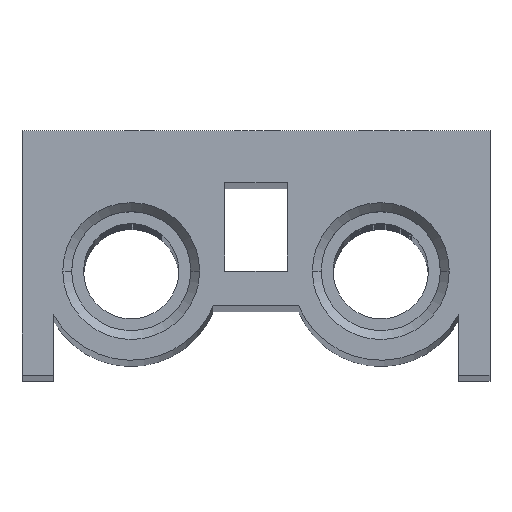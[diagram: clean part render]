
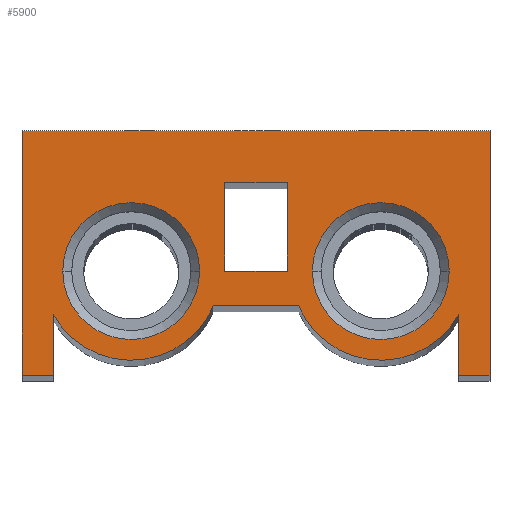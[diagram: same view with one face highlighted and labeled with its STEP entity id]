
A CAD part, top view. The second image highlights one B-rep face of the part: STEP entity #5900.
In plain terms, the highlighted planar face has unit normal (0, 0, 1).
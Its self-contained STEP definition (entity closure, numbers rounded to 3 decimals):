
#26 = ORIENTED_EDGE ( 'NONE', *, *, #7983, .T. ) ;
#83 = LINE ( 'NONE', #6450, #1615 ) ;
#194 = DIRECTION ( 'NONE',  ( 0., 1., 0. ) ) ;
#383 = LINE ( 'NONE', #8829, #2659 ) ;
#392 = CARTESIAN_POINT ( 'NONE',  ( 12., 10., 345. ) ) ;
#450 = DIRECTION ( 'NONE',  ( 0., 0., -1. ) ) ;
#458 = CARTESIAN_POINT ( 'NONE',  ( 12., 10., 345. ) ) ;
#484 = AXIS2_PLACEMENT_3D ( 'NONE', #6916, #958, #4435 ) ;
#590 = AXIS2_PLACEMENT_3D ( 'NONE', #4721, #8256, #3126 ) ;
#613 = DIRECTION ( 'NONE',  ( 0., 0., -1. ) ) ;
#685 = EDGE_CURVE ( 'NONE', #7941, #6927, #1938, .T. ) ;
#844 = DIRECTION ( 'NONE',  ( 1., 0., 0. ) ) ;
#864 = LINE ( 'NONE', #918, #4301 ) ;
#918 = CARTESIAN_POINT ( 'NONE',  ( 22.5, 0., 345. ) ) ;
#948 = DIRECTION ( 'NONE',  ( 0., 1., 0. ) ) ;
#949 = ORIENTED_EDGE ( 'NONE', *, *, #3987, .F. ) ;
#958 = DIRECTION ( 'NONE',  ( 0., 0., 1. ) ) ;
#1008 = CIRCLE ( 'NONE', #484, 8.579 ) ;
#1028 = VERTEX_POINT ( 'NONE', #7104 ) ;
#1042 = CIRCLE ( 'NONE', #3336, 8.579 ) ;
#1184 = LINE ( 'NONE', #4547, #10296 ) ;
#1479 = VERTEX_POINT ( 'NONE', #4047 ) ;
#1563 = VERTEX_POINT ( 'NONE', #3439 ) ;
#1614 = EDGE_CURVE ( 'NONE', #6927, #6748, #1042, .T. ) ;
#1615 = VECTOR ( 'NONE', #4999, 1000. ) ;
#1638 = CARTESIAN_POINT ( 'NONE',  ( 19.5, 5.836, 345. ) ) ;
#1692 = ORIENTED_EDGE ( 'NONE', *, *, #4828, .T. ) ;
#1695 = VERTEX_POINT ( 'NONE', #7761 ) ;
#1851 = CARTESIAN_POINT ( 'NONE',  ( 22.5, 23.5, 345. ) ) ;
#1876 = AXIS2_PLACEMENT_3D ( 'NONE', #5034, #613, #2382 ) ;
#1891 = EDGE_CURVE ( 'NONE', #4955, #2903, #7469, .T. ) ;
#1938 = LINE ( 'NONE', #8518, #8213 ) ;
#2096 = CARTESIAN_POINT ( 'NONE',  ( -4.096, 6.667, 345. ) ) ;
#2273 = CARTESIAN_POINT ( 'NONE',  ( 3., 10., 345. ) ) ;
#2306 = EDGE_CURVE ( 'NONE', #10706, #1028, #10101, .T. ) ;
#2382 = DIRECTION ( 'NONE',  ( -1., 0., 0. ) ) ;
#2393 = DIRECTION ( 'NONE',  ( 0., 0., 1. ) ) ;
#2423 = LINE ( 'NONE', #4134, #2947 ) ;
#2527 = AXIS2_PLACEMENT_3D ( 'NONE', #392, #450, #4642 ) ;
#2659 = VECTOR ( 'NONE', #2819, 1000. ) ;
#2781 = EDGE_LOOP ( 'NONE', ( #7830, #26, #7420, #10088, #8047, #9926, #8769, #7579, #10816, #1692 ) ) ;
#2794 = DIRECTION ( 'NONE',  ( 1., 0., 0. ) ) ;
#2819 = DIRECTION ( 'NONE',  ( 1., 0., 0. ) ) ;
#2831 = VERTEX_POINT ( 'NONE', #6814 ) ;
#2903 = VERTEX_POINT ( 'NONE', #5378 ) ;
#2914 = EDGE_CURVE ( 'NONE', #2831, #10685, #1184, .T. ) ;
#2947 = VECTOR ( 'NONE', #7506, 1000. ) ;
#3013 = VECTOR ( 'NONE', #3112, 1000. ) ;
#3112 = DIRECTION ( 'NONE',  ( -1., 0., 0. ) ) ;
#3126 = DIRECTION ( 'NONE',  ( -1., 0., 0. ) ) ;
#3282 = ORIENTED_EDGE ( 'NONE', *, *, #1891, .T. ) ;
#3336 = AXIS2_PLACEMENT_3D ( 'NONE', #9961, #2393, #9134 ) ;
#3369 = LINE ( 'NONE', #2273, #5316 ) ;
#3395 = AXIS2_PLACEMENT_3D ( 'NONE', #4333, #10343, #2794 ) ;
#3439 = CARTESIAN_POINT ( 'NONE',  ( -22.5, 0., 345. ) ) ;
#3604 = VERTEX_POINT ( 'NONE', #5727 ) ;
#3617 = FACE_BOUND ( 'NONE', #9466, .T. ) ;
#3743 = CARTESIAN_POINT ( 'NONE',  ( -22.5, 23.5, 345. ) ) ;
#3827 = CARTESIAN_POINT ( 'NONE',  ( 18.579, 10., 345. ) ) ;
#3925 = DIRECTION ( 'NONE',  ( 0., 0., -1. ) ) ;
#3987 = EDGE_CURVE ( 'NONE', #7159, #1479, #5755, .T. ) ;
#4047 = CARTESIAN_POINT ( 'NONE',  ( 3., 10., 345. ) ) ;
#4048 = ORIENTED_EDGE ( 'NONE', *, *, #9446, .F. ) ;
#4060 = ORIENTED_EDGE ( 'NONE', *, *, #6561, .F. ) ;
#4134 = CARTESIAN_POINT ( 'NONE',  ( 19.5, 0., 345. ) ) ;
#4301 = VECTOR ( 'NONE', #194, 1000. ) ;
#4333 = CARTESIAN_POINT ( 'NONE',  ( -12., 10., 345. ) ) ;
#4435 = DIRECTION ( 'NONE',  ( 1., 0., 0. ) ) ;
#4440 = FACE_BOUND ( 'NONE', #8526, .T. ) ;
#4492 = VECTOR ( 'NONE', #8097, 1000. ) ;
#4547 = CARTESIAN_POINT ( 'NONE',  ( 3., 18.5, 345. ) ) ;
#4584 = EDGE_CURVE ( 'NONE', #6748, #1695, #383, .T. ) ;
#4628 = VECTOR ( 'NONE', #8408, 1000. ) ;
#4642 = DIRECTION ( 'NONE',  ( -1., 0., 0. ) ) ;
#4659 = ORIENTED_EDGE ( 'NONE', *, *, #2306, .T. ) ;
#4721 = CARTESIAN_POINT ( 'NONE',  ( -12., 10., 345. ) ) ;
#4809 = DIRECTION ( 'NONE',  ( -1., 0., 0. ) ) ;
#4818 = CARTESIAN_POINT ( 'NONE',  ( 22.5, 23.5, 345. ) ) ;
#4828 = EDGE_CURVE ( 'NONE', #7189, #7993, #9231, .T. ) ;
#4955 = VERTEX_POINT ( 'NONE', #5094 ) ;
#4985 = LINE ( 'NONE', #5758, #4628 ) ;
#4999 = DIRECTION ( 'NONE',  ( 0., -1., 0. ) ) ;
#5034 = CARTESIAN_POINT ( 'NONE',  ( -12., 10., 345. ) ) ;
#5094 = CARTESIAN_POINT ( 'NONE',  ( -5.421, 10., 345. ) ) ;
#5164 = FACE_OUTER_BOUND ( 'NONE', #2781, .T. ) ;
#5210 = LINE ( 'NONE', #5979, #7691 ) ;
#5316 = VECTOR ( 'NONE', #9944, 1000. ) ;
#5378 = CARTESIAN_POINT ( 'NONE',  ( -18.579, 10., 345. ) ) ;
#5564 = LINE ( 'NONE', #7111, #4492 ) ;
#5697 = EDGE_CURVE ( 'NONE', #6834, #3604, #83, .T. ) ;
#5727 = CARTESIAN_POINT ( 'NONE',  ( 19.5, 0., 345. ) ) ;
#5755 = LINE ( 'NONE', #6591, #9371 ) ;
#5758 = CARTESIAN_POINT ( 'NONE',  ( -22.5, 23.5, 345. ) ) ;
#5900 = ADVANCED_FACE ( 'NONE', ( #4440, #7811, #3617, #5164 ), #6981, .T. ) ;
#5979 = CARTESIAN_POINT ( 'NONE',  ( -3., 18.5, 345. ) ) ;
#6098 = EDGE_CURVE ( 'NONE', #7993, #1563, #4985, .T. ) ;
#6185 = CARTESIAN_POINT ( 'NONE',  ( 22.5, 0., 345. ) ) ;
#6450 = CARTESIAN_POINT ( 'NONE',  ( 19.5, 5.836, 345. ) ) ;
#6561 = EDGE_CURVE ( 'NONE', #1479, #2831, #3369, .T. ) ;
#6591 = CARTESIAN_POINT ( 'NONE',  ( -3., 10., 345. ) ) ;
#6748 = VERTEX_POINT ( 'NONE', #2096 ) ;
#6775 = CIRCLE ( 'NONE', #6942, 6.579 ) ;
#6814 = CARTESIAN_POINT ( 'NONE',  ( 3., 18.5, 345. ) ) ;
#6834 = VERTEX_POINT ( 'NONE', #1638 ) ;
#6916 = CARTESIAN_POINT ( 'NONE',  ( 12., 10., 345. ) ) ;
#6927 = VERTEX_POINT ( 'NONE', #8552 ) ;
#6942 = AXIS2_PLACEMENT_3D ( 'NONE', #458, #3925, #4809 ) ;
#6981 = PLANE ( 'NONE',  #3395 ) ;
#7104 = CARTESIAN_POINT ( 'NONE',  ( 5.421, 10., 345. ) ) ;
#7111 = CARTESIAN_POINT ( 'NONE',  ( -22.5, 0., 345. ) ) ;
#7159 = VERTEX_POINT ( 'NONE', #8983 ) ;
#7170 = CIRCLE ( 'NONE', #1876, 6.579 ) ;
#7189 = VERTEX_POINT ( 'NONE', #1851 ) ;
#7231 = EDGE_CURVE ( 'NONE', #10892, #7189, #864, .T. ) ;
#7374 = EDGE_CURVE ( 'NONE', #1028, #10706, #6775, .T. ) ;
#7420 = ORIENTED_EDGE ( 'NONE', *, *, #685, .T. ) ;
#7469 = CIRCLE ( 'NONE', #590, 6.579 ) ;
#7506 = DIRECTION ( 'NONE',  ( 1., 0., 0. ) ) ;
#7579 = ORIENTED_EDGE ( 'NONE', *, *, #8583, .T. ) ;
#7691 = VECTOR ( 'NONE', #8635, 1000. ) ;
#7761 = CARTESIAN_POINT ( 'NONE',  ( 4.096, 6.667, 345. ) ) ;
#7811 = FACE_BOUND ( 'NONE', #8791, .T. ) ;
#7830 = ORIENTED_EDGE ( 'NONE', *, *, #6098, .T. ) ;
#7941 = VERTEX_POINT ( 'NONE', #10364 ) ;
#7983 = EDGE_CURVE ( 'NONE', #1563, #7941, #5564, .T. ) ;
#7993 = VERTEX_POINT ( 'NONE', #3743 ) ;
#8047 = ORIENTED_EDGE ( 'NONE', *, *, #4584, .T. ) ;
#8097 = DIRECTION ( 'NONE',  ( 1., 0., 0. ) ) ;
#8205 = ORIENTED_EDGE ( 'NONE', *, *, #2914, .F. ) ;
#8213 = VECTOR ( 'NONE', #948, 1000. ) ;
#8216 = ORIENTED_EDGE ( 'NONE', *, *, #7374, .T. ) ;
#8256 = DIRECTION ( 'NONE',  ( 0., 0., -1. ) ) ;
#8408 = DIRECTION ( 'NONE',  ( 0., -1., 0. ) ) ;
#8518 = CARTESIAN_POINT ( 'NONE',  ( -19.5, 0., 345. ) ) ;
#8526 = EDGE_LOOP ( 'NONE', ( #3282, #9840 ) ) ;
#8552 = CARTESIAN_POINT ( 'NONE',  ( -19.5, 5.836, 345. ) ) ;
#8583 = EDGE_CURVE ( 'NONE', #3604, #10892, #2423, .T. ) ;
#8635 = DIRECTION ( 'NONE',  ( 0., -1., 0. ) ) ;
#8769 = ORIENTED_EDGE ( 'NONE', *, *, #5697, .T. ) ;
#8791 = EDGE_LOOP ( 'NONE', ( #4048, #8205, #4060, #949 ) ) ;
#8829 = CARTESIAN_POINT ( 'NONE',  ( -4.096, 6.667, 345. ) ) ;
#8983 = CARTESIAN_POINT ( 'NONE',  ( -3., 10., 345. ) ) ;
#9134 = DIRECTION ( 'NONE',  ( 1., 0., 0. ) ) ;
#9231 = LINE ( 'NONE', #4818, #3013 ) ;
#9371 = VECTOR ( 'NONE', #844, 1000. ) ;
#9446 = EDGE_CURVE ( 'NONE', #10685, #7159, #5210, .T. ) ;
#9466 = EDGE_LOOP ( 'NONE', ( #4659, #8216 ) ) ;
#9805 = EDGE_CURVE ( 'NONE', #2903, #4955, #7170, .T. ) ;
#9840 = ORIENTED_EDGE ( 'NONE', *, *, #9805, .T. ) ;
#9843 = CARTESIAN_POINT ( 'NONE',  ( -3., 18.5, 345. ) ) ;
#9926 = ORIENTED_EDGE ( 'NONE', *, *, #10527, .T. ) ;
#9944 = DIRECTION ( 'NONE',  ( 0., 1., 0. ) ) ;
#9961 = CARTESIAN_POINT ( 'NONE',  ( -12., 10., 345. ) ) ;
#10088 = ORIENTED_EDGE ( 'NONE', *, *, #1614, .T. ) ;
#10101 = CIRCLE ( 'NONE', #2527, 6.579 ) ;
#10296 = VECTOR ( 'NONE', #10501, 1000. ) ;
#10343 = DIRECTION ( 'NONE',  ( 0., 0., 1. ) ) ;
#10364 = CARTESIAN_POINT ( 'NONE',  ( -19.5, 0., 345. ) ) ;
#10501 = DIRECTION ( 'NONE',  ( -1., 0., 0. ) ) ;
#10527 = EDGE_CURVE ( 'NONE', #1695, #6834, #1008, .T. ) ;
#10685 = VERTEX_POINT ( 'NONE', #9843 ) ;
#10706 = VERTEX_POINT ( 'NONE', #3827 ) ;
#10816 = ORIENTED_EDGE ( 'NONE', *, *, #7231, .T. ) ;
#10892 = VERTEX_POINT ( 'NONE', #6185 ) ;
